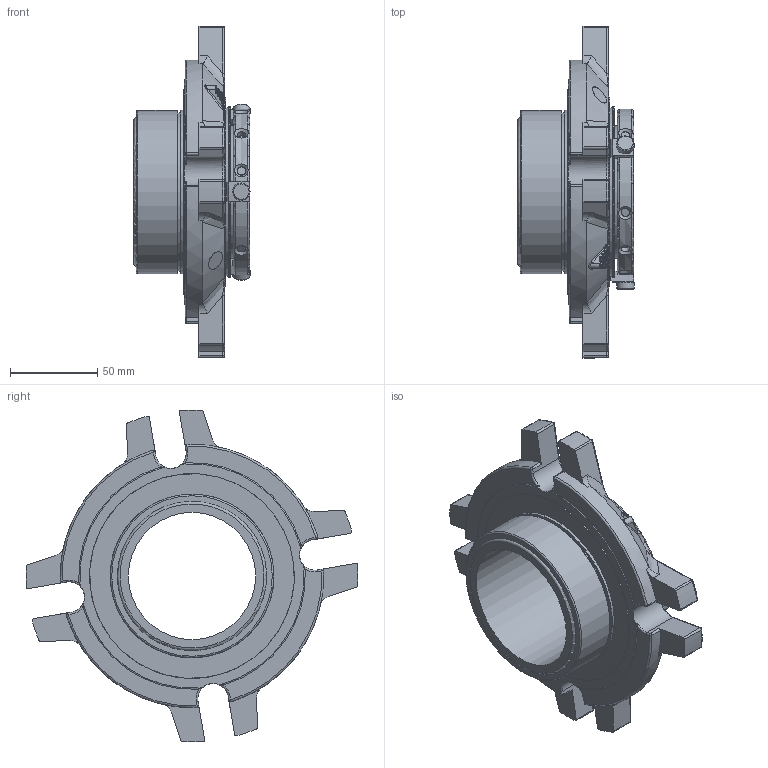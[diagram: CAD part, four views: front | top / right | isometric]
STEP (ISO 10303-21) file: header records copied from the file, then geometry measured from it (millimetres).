
FILE_DESCRIPTION(/* description */ ('Unknown'),/* implementation_level */ '2;1');
FILE_NAME(/* name */ '2.875',/* time_stamp */ '2023-04-06T11:35:20+01:00',/* author */ ('Unknown'),/* organization */ ('Unknown'),/* preprocessor_version */ 'ST-DEVELOPER v18.102',/* originating_system */ 'Solid Edge',/* authorisation */ 'Unknown');
FILE_SCHEMA (('AUTOMOTIVE_DESIGN {1 0 10303 214 3 1 1}'));
Length unit declared in the file: millimetre
Products named in the file (1): 2.875
Bounding box: 66.65 x 190.47 x 190.47 mm (x, y, z)
Volume: 435052.4 mm3; surface area: 85134 mm2
Topology: 1 solids, 1 shells, 565 faces, 1527 edges, 939 vertices
Faces by surface type: cylinder 234, plane 154, torus 67, sphere 40, bspline 39, cone 31
Full cylindrical faces by diameter (mm): 2.648 x1, 5 x8, 6 x3, 10 x3, 11.252 x3, 73.025 x1, 76.175 x2, 90.653 x1, 93.65 x1, 93.98 x1, 97.155 x1, 98.679 x1, 117.475 x1
Entity records: 21782 total; most frequent: CARTESIAN_POINT 4568, DIRECTION 2779, ORIENTED_EDGE 2758, EDGE_CURVE 1379, AXIS2_PLACEMENT_3D 1130, VERTEX_POINT 878, EDGE_LOOP 659, FACE_BOUND 659
